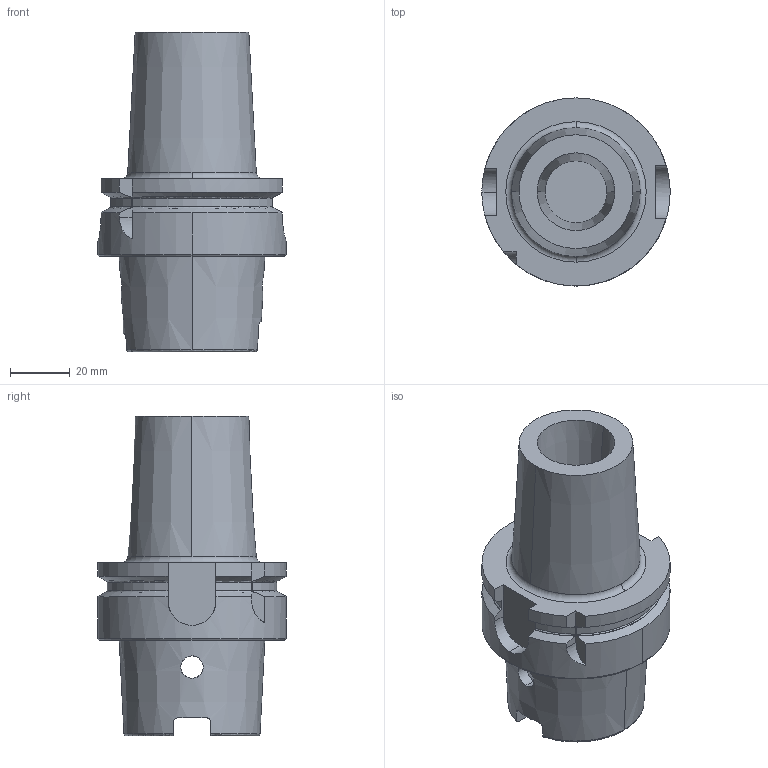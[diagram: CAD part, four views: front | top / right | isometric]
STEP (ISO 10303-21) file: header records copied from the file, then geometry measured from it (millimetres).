
FILE_DESCRIPTION (( 'STEP AP203' ), '1' );
FILE_NAME ('STP-73.780.12.075.STEP', '2019-08-09T03:48:49', ( '' ), ( '' ), 'SwSTEP 2.0', 'SolidWorks 2017', '' );
FILE_SCHEMA (( 'CONFIG_CONTROL_DESIGN' ));
Length unit declared in the file: millimetre
Products named in the file (1): STP-73.780.12.075
Bounding box: 63 x 63 x 107 mm (x, y, z)
Volume: 130992.7 mm3; surface area: 30291.1 mm2
Topology: 1 solids, 1 shells, 101 faces, 271 edges, 174 vertices
Faces by surface type: cylinder 30, plane 28, torus 24, cone 19
Entity records: 3789 total; most frequent: CARTESIAN_POINT 1199, ORIENTED_EDGE 542, DIRECTION 526, EDGE_CURVE 271, AXIS2_PLACEMENT_3D 217, VERTEX_POINT 174, CIRCLE 115, EDGE_LOOP 107
